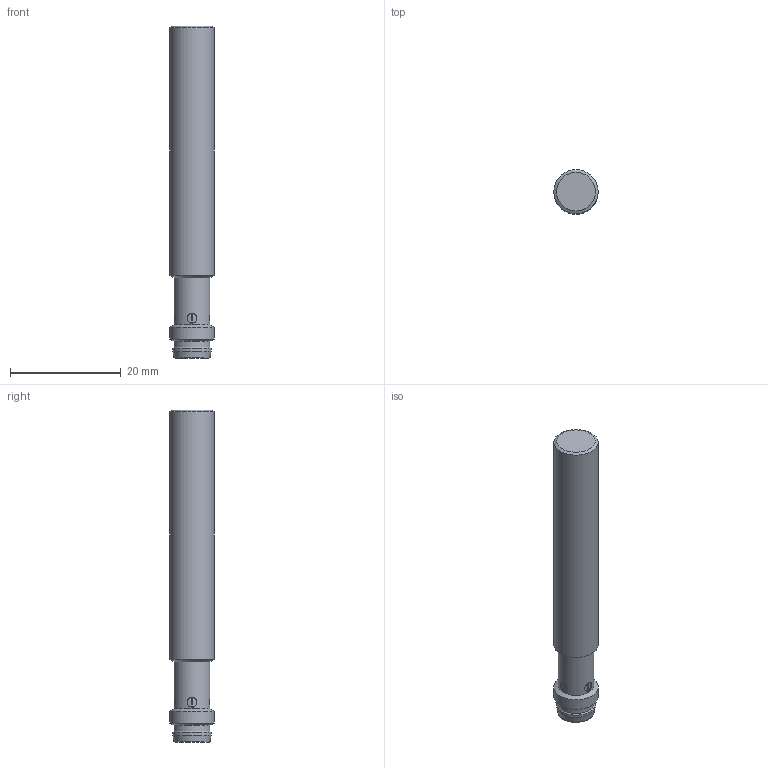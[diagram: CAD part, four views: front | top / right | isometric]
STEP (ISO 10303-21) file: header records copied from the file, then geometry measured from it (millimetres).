
FILE_DESCRIPTION (( 'STEP AP214' ), '1' );
FILE_NAME ('DW-AS-521-M8-001.STEP', '2019-01-15T21:34:32', ( '' ), ( '' ), 'SwSTEP 2.0', 'SolidWorks 2018', '' );
FILE_SCHEMA (( 'AUTOMOTIVE_DESIGN' ));
Length unit declared in the file: inch
Products named in the file (1): DW-AS-521-M8-001
Bounding box: 8 x 8 x 60 mm (x, y, z)
Volume: 2678.9 mm3; surface area: 1700.6 mm2
Topology: 1 solids, 1 shells, 44 faces, 103 edges, 64 vertices
Faces by surface type: cylinder 21, plane 13, cone 6, bspline 4
Full cylindrical faces by diameter (mm): 1.001 x3, 1.796 x4, 5.999 x1, 6.5 x2, 6.901 x1, 8.001 x2
Entity records: 1358 total; most frequent: CARTESIAN_POINT 559, DIRECTION 144, ORIENTED_EDGE 132, EDGE_LOOP 74, EDGE_CURVE 66, AXIS2_PLACEMENT_3D 66, FACE_OUTER_BOUND 58, VERTEX_POINT 54
